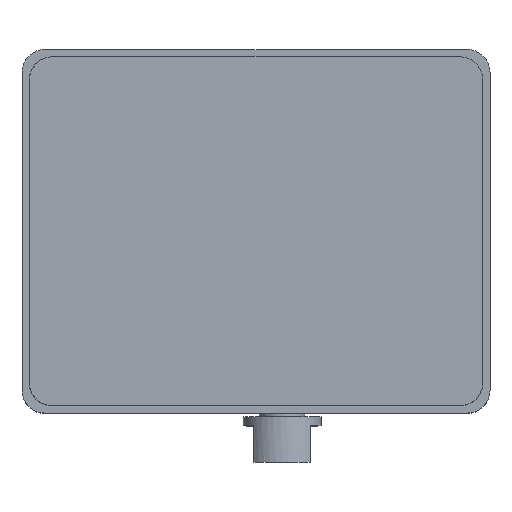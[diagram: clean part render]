
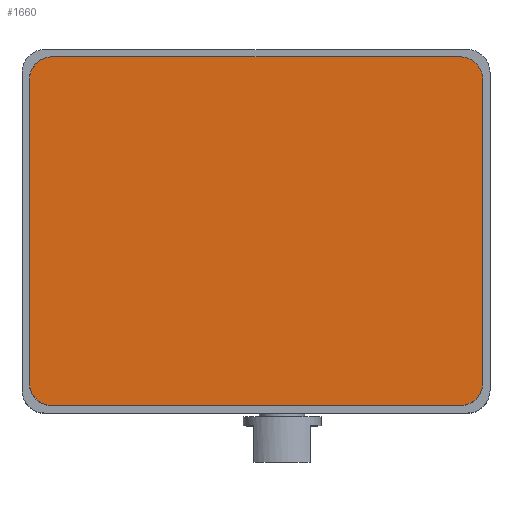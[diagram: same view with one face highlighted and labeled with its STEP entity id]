
A CAD part, top view. The second image highlights one B-rep face of the part: STEP entity #1660.
In plain terms, the highlighted planar face has unit normal (0, 0, 1).
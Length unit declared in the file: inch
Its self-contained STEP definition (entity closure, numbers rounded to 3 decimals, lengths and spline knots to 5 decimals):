
#1441=CARTESIAN_POINT('',(8.13875,6.54908,0.95));
#1442=VERTEX_POINT('',#1441);
#1457=CARTESIAN_POINT('',(8.13875,8.21808,0.95));
#1458=VERTEX_POINT('',#1457);
#1465=CARTESIAN_POINT('',(8.13875,8.21808,0.95));
#1466=DIRECTION('',(0.0,-1.0,0.0));
#1467=VECTOR('',#1466,1.669);
#1468=LINE('',#1465,#1467);
#1469=EDGE_CURVE('',#1458,#1442,#1468,.T.);
#1563=CARTESIAN_POINT('',(8.01375,8.34308,0.95));
#1564=VERTEX_POINT('',#1563);
#1565=CARTESIAN_POINT('',(8.01375,8.21808,0.95));
#1566=DIRECTION('',(0.0,0.0,-1.0));
#1567=DIRECTION('',(1.0,0.0,0.0));
#1568=AXIS2_PLACEMENT_3D('',#1565,#1566,#1567);
#1569=CIRCLE('',#1568,0.125);
#1570=EDGE_CURVE('',#1564,#1458,#1569,.T.);
#1588=CARTESIAN_POINT('',(5.76975,8.34308,0.95));
#1589=VERTEX_POINT('',#1588);
#1596=CARTESIAN_POINT('',(5.76975,8.34308,0.95));
#1597=DIRECTION('',(1.0,0.0,0.0));
#1598=VECTOR('',#1597,2.244);
#1599=LINE('',#1596,#1598);
#1600=EDGE_CURVE('',#1589,#1564,#1599,.T.);
#1609=CARTESIAN_POINT('',(5.76975,8.34308,0.95));
#1610=DIRECTION('',(0.0,0.0,1.0));
#1611=DIRECTION('',(1.0,0.0,0.0));
#1612=AXIS2_PLACEMENT_3D('',#1609,#1610,#1611);
#1613=PLANE('',#1612);
#1614=ORIENTED_EDGE('',*,*,#1600,.F.);
#1615=CARTESIAN_POINT('',(5.64475,8.21808,0.95));
#1616=VERTEX_POINT('',#1615);
#1617=CARTESIAN_POINT('',(5.76975,8.21808,0.95));
#1618=DIRECTION('',(0.0,0.0,-1.0));
#1619=DIRECTION('',(1.0,0.0,0.0));
#1620=AXIS2_PLACEMENT_3D('',#1617,#1618,#1619);
#1621=CIRCLE('',#1620,0.125);
#1622=EDGE_CURVE('',#1616,#1589,#1621,.T.);
#1623=ORIENTED_EDGE('',*,*,#1622,.F.);
#1624=CARTESIAN_POINT('',(5.64475,6.54908,0.95));
#1625=VERTEX_POINT('',#1624);
#1626=CARTESIAN_POINT('',(5.64475,6.54908,0.95));
#1627=DIRECTION('',(0.0,1.0,0.0));
#1628=VECTOR('',#1627,1.669);
#1629=LINE('',#1626,#1628);
#1630=EDGE_CURVE('',#1625,#1616,#1629,.T.);
#1631=ORIENTED_EDGE('',*,*,#1630,.F.);
#1632=CARTESIAN_POINT('',(5.76975,6.42408,0.95));
#1633=VERTEX_POINT('',#1632);
#1634=CARTESIAN_POINT('',(5.76975,6.54908,0.95));
#1635=DIRECTION('',(0.0,0.0,-1.0));
#1636=DIRECTION('',(1.0,0.0,0.0));
#1637=AXIS2_PLACEMENT_3D('',#1634,#1635,#1636);
#1638=CIRCLE('',#1637,0.125);
#1639=EDGE_CURVE('',#1633,#1625,#1638,.T.);
#1640=ORIENTED_EDGE('',*,*,#1639,.F.);
#1641=CARTESIAN_POINT('',(8.01375,6.42408,0.95));
#1642=VERTEX_POINT('',#1641);
#1643=CARTESIAN_POINT('',(8.01375,6.42408,0.95));
#1644=DIRECTION('',(-1.0,0.0,0.0));
#1645=VECTOR('',#1644,2.244);
#1646=LINE('',#1643,#1645);
#1647=EDGE_CURVE('',#1642,#1633,#1646,.T.);
#1648=ORIENTED_EDGE('',*,*,#1647,.F.);
#1649=CARTESIAN_POINT('',(8.01375,6.54908,0.95));
#1650=DIRECTION('',(0.0,0.0,-1.0));
#1651=DIRECTION('',(1.0,0.0,0.0));
#1652=AXIS2_PLACEMENT_3D('',#1649,#1650,#1651);
#1653=CIRCLE('',#1652,0.125);
#1654=EDGE_CURVE('',#1442,#1642,#1653,.T.);
#1655=ORIENTED_EDGE('',*,*,#1654,.F.);
#1656=ORIENTED_EDGE('',*,*,#1469,.F.);
#1657=ORIENTED_EDGE('',*,*,#1570,.F.);
#1658=EDGE_LOOP('',(#1614,#1623,#1631,#1640,#1648,#1655,#1656,#1657));
#1659=FACE_OUTER_BOUND('',#1658,.T.);
#1660=ADVANCED_FACE('',(#1659),#1613,.T.);
